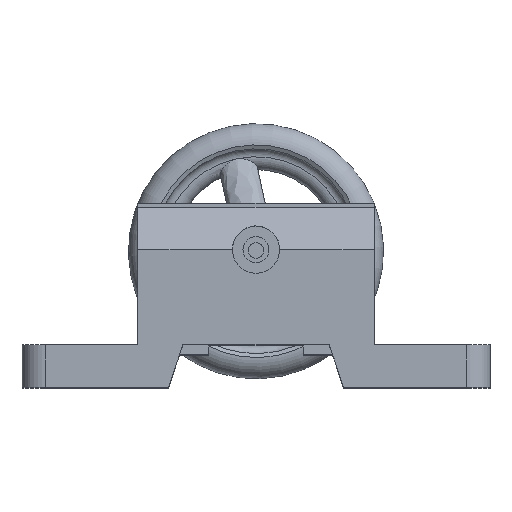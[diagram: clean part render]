
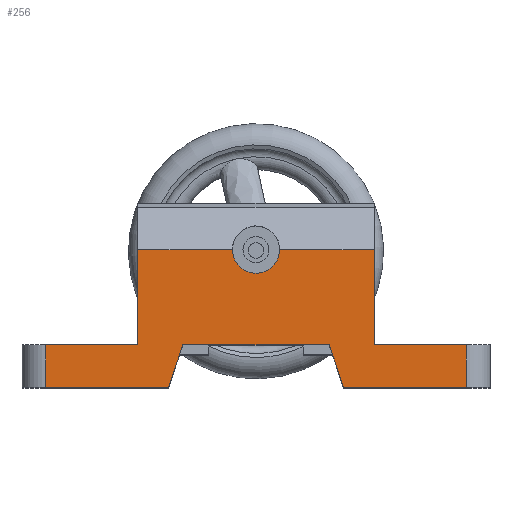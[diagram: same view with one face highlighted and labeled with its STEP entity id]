
A CAD part, top view. The second image highlights one B-rep face of the part: STEP entity #256.
In plain terms, the highlighted planar face has unit normal (0, 0, 1).
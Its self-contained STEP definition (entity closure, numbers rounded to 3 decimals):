
#256 = ADVANCED_FACE( 'NONE', ( #490 ), #491, .F. );
#490 = FACE_OUTER_BOUND( '', #1901, .T. );
#491 = PLANE( '', #1902 );
#1901 = EDGE_LOOP( '', ( #5509, #5510, #5511, #5512, #5513, #5514, #5515, #5516, #5517, #5518, #5519, #5520, #5521, #5522 ) );
#1902 = AXIS2_PLACEMENT_3D( '', #5523, #5524, #5525 );
#5509 = ORIENTED_EDGE( '', *, *, #6907, .F. );
#5510 = ORIENTED_EDGE( '', *, *, #6920, .F. );
#5511 = ORIENTED_EDGE( '', *, *, #6921, .T. );
#5512 = ORIENTED_EDGE( '', *, *, #6919, .F. );
#5513 = ORIENTED_EDGE( '', *, *, #6843, .F. );
#5514 = ORIENTED_EDGE( '', *, *, #6922, .F. );
#5515 = ORIENTED_EDGE( '', *, *, #6923, .T. );
#5516 = ORIENTED_EDGE( '', *, *, #6807, .F. );
#5517 = ORIENTED_EDGE( '', *, *, #6924, .T. );
#5518 = ORIENTED_EDGE( '', *, *, #6810, .T. );
#5519 = ORIENTED_EDGE( '', *, *, #6925, .F. );
#5520 = ORIENTED_EDGE( '', *, *, #6926, .T. );
#5521 = ORIENTED_EDGE( '', *, *, #6927, .T. );
#5522 = ORIENTED_EDGE( '', *, *, #6831, .F. );
#5523 = CARTESIAN_POINT( '', ( -44.5, 9., 55. ) );
#5524 = DIRECTION( '', ( 0., 0., -1. ) );
#5525 = DIRECTION( '', ( -1., 0., 0. ) );
#6807 = EDGE_CURVE( 'NONE', #7454, #7455, #7456, .T. );
#6810 = EDGE_CURVE( 'NONE', #7460, #7461, #7462, .T. );
#6831 = EDGE_CURVE( 'NONE', #7498, #7500, #7501, .T. );
#6843 = EDGE_CURVE( 'NONE', #7521, #7523, #7524, .T. );
#6907 = EDGE_CURVE( 'NONE', #7630, #7498, #7632, .T. );
#6919 = EDGE_CURVE( 'NONE', #7523, #7645, #7649, .T. );
#6920 = EDGE_CURVE( 'NONE', #7650, #7630, #7651, .T. );
#6921 = EDGE_CURVE( 'NONE', #7650, #7645, #7652, .T. );
#6922 = EDGE_CURVE( 'NONE', #7653, #7521, #7654, .T. );
#6923 = EDGE_CURVE( 'NONE', #7653, #7455, #7655, .T. );
#6924 = EDGE_CURVE( 'NONE', #7454, #7460, #7656, .T. );
#6925 = EDGE_CURVE( 'NONE', #7657, #7461, #7658, .T. );
#6926 = EDGE_CURVE( 'NONE', #7657, #7659, #7660, .T. );
#6927 = EDGE_CURVE( 'NONE', #7659, #7500, #7661, .T. );
#7454 = VERTEX_POINT( 'NONE', #9440 );
#7455 = VERTEX_POINT( 'NONE', #9441 );
#7456 = CIRCLE( '', #9442, 5. );
#7460 = VERTEX_POINT( 'NONE', #9456 );
#7461 = VERTEX_POINT( 'NONE', #9457 );
#7462 = LINE( '', #9458, #9459 );
#7498 = VERTEX_POINT( 'NONE', #9545 );
#7500 = VERTEX_POINT( 'NONE', #9548 );
#7501 = LINE( '', #9549, #9550 );
#7521 = VERTEX_POINT( 'NONE', #9590 );
#7523 = VERTEX_POINT( 'NONE', #9593 );
#7524 = LINE( '', #9594, #9595 );
#7630 = VERTEX_POINT( 'NONE', #9740 );
#7632 = LINE( '', #9743, #9744 );
#7645 = VERTEX_POINT( 'NONE', #9763 );
#7649 = LINE( '', #9768, #9769 );
#7650 = VERTEX_POINT( 'NONE', #9770 );
#7651 = LINE( '', #9771, #9772 );
#7652 = LINE( '', #9773, #9774 );
#7653 = VERTEX_POINT( 'NONE', #9775 );
#7654 = LINE( '', #9776, #9777 );
#7655 = LINE( '', #9778, #9779 );
#7656 = LINE( '', #9780, #9781 );
#7657 = VERTEX_POINT( 'NONE', #9782 );
#7658 = LINE( '', #9783, #9784 );
#7659 = VERTEX_POINT( 'NONE', #9785 );
#7660 = LINE( '', #9786, #9787 );
#7661 = LINE( '', #9788, #9789 );
#9440 = CARTESIAN_POINT( '', ( -5., 29.15, 55. ) );
#9441 = CARTESIAN_POINT( '', ( 5., 29.15, 55. ) );
#9442 = AXIS2_PLACEMENT_3D( '', #13743, #13744, #13745 );
#9456 = CARTESIAN_POINT( '', ( -25., 29.15, 55. ) );
#9457 = CARTESIAN_POINT( '', ( -25., 9., 55. ) );
#9458 = CARTESIAN_POINT( '', ( -25., 9., 55. ) );
#9459 = VECTOR( '', #13749, 1000. );
#9545 = CARTESIAN_POINT( '', ( -15.5, 9., 55. ) );
#9548 = CARTESIAN_POINT( '', ( -18.5, 0., 55. ) );
#9549 = CARTESIAN_POINT( '', ( -15.5, 9., 55. ) );
#9550 = VECTOR( '', #13774, 1000. );
#9590 = CARTESIAN_POINT( '', ( 25., 9., 55. ) );
#9593 = CARTESIAN_POINT( '', ( 44.5, 9., 55. ) );
#9594 = CARTESIAN_POINT( '', ( -44.5, 9., 55. ) );
#9595 = VECTOR( '', #13785, 1000. );
#9740 = CARTESIAN_POINT( '', ( 15.5, 9., 55. ) );
#9743 = CARTESIAN_POINT( '', ( -15.5, 9., 55. ) );
#9744 = VECTOR( '', #13895, 1000. );
#9763 = CARTESIAN_POINT( '', ( 44.5, 0., 55. ) );
#9768 = CARTESIAN_POINT( '', ( 44.5, 9., 55. ) );
#9769 = VECTOR( '', #13915, 1000. );
#9770 = CARTESIAN_POINT( '', ( 18.5, 0., 55. ) );
#9771 = CARTESIAN_POINT( '', ( 15.5, 9., 55. ) );
#9772 = VECTOR( '', #13916, 1000. );
#9773 = CARTESIAN_POINT( '', ( -44.5, 0., 55. ) );
#9774 = VECTOR( '', #13917, 1000. );
#9775 = CARTESIAN_POINT( '', ( 25., 29.15, 55. ) );
#9776 = CARTESIAN_POINT( '', ( 25., 9., 55. ) );
#9777 = VECTOR( '', #13918, 1000. );
#9778 = CARTESIAN_POINT( '', ( 25., 29.15, 55. ) );
#9779 = VECTOR( '', #13919, 1000. );
#9780 = CARTESIAN_POINT( '', ( 25., 29.15, 55. ) );
#9781 = VECTOR( '', #13920, 1000. );
#9782 = CARTESIAN_POINT( '', ( -44.5, 9., 55. ) );
#9783 = CARTESIAN_POINT( '', ( -44.5, 9., 55. ) );
#9784 = VECTOR( '', #13921, 1000. );
#9785 = CARTESIAN_POINT( '', ( -44.5, 0., 55. ) );
#9786 = CARTESIAN_POINT( '', ( -44.5, 9., 55. ) );
#9787 = VECTOR( '', #13922, 1000. );
#9788 = CARTESIAN_POINT( '', ( -44.5, 0., 55. ) );
#9789 = VECTOR( '', #13923, 1000. );
#13743 = CARTESIAN_POINT( '', ( 0., 29.15, 55. ) );
#13744 = DIRECTION( '', ( 0., 0., 1. ) );
#13745 = DIRECTION( '', ( -1., 0., 0. ) );
#13749 = DIRECTION( '', ( 0., -1., 0. ) );
#13774 = DIRECTION( '', ( -0.316, -0.949, 0. ) );
#13785 = DIRECTION( '', ( 1., 0., 0. ) );
#13895 = DIRECTION( '', ( -1., 0., 0. ) );
#13915 = DIRECTION( '', ( 0., -1., 0. ) );
#13916 = DIRECTION( '', ( -0.316, 0.949, 0. ) );
#13917 = DIRECTION( '', ( 1., 0., 0. ) );
#13918 = DIRECTION( '', ( 0., -1., 0. ) );
#13919 = DIRECTION( '', ( -1., 0., 0. ) );
#13920 = DIRECTION( '', ( -1., 0., 0. ) );
#13921 = DIRECTION( '', ( 1., 0., 0. ) );
#13922 = DIRECTION( '', ( 0., -1., 0. ) );
#13923 = DIRECTION( '', ( 1., 0., 0. ) );
